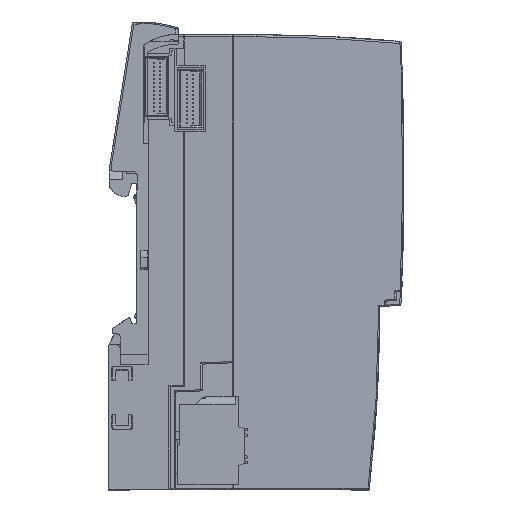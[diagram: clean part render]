
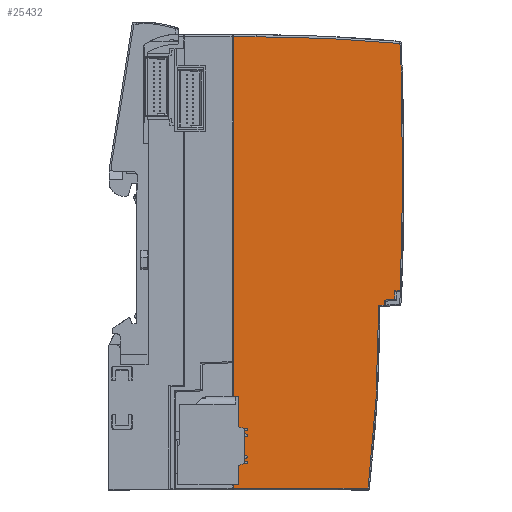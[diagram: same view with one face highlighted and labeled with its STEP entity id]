
A CAD part, left-side view. The second image highlights one B-rep face of the part: STEP entity #25432.
In plain terms, the highlighted face is planar.
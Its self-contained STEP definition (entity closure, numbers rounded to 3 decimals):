
#22487=(
BOUNDED_CURVE()
B_SPLINE_CURVE(3,(#95452,#95453,#95454,#95455),.UNSPECIFIED.,.F.,.F.)
B_SPLINE_CURVE_WITH_KNOTS((4,4),(0.,1.),.UNSPECIFIED.)
CURVE()
GEOMETRIC_REPRESENTATION_ITEM()
RATIONAL_B_SPLINE_CURVE((1.,0.999,0.999,1.))
REPRESENTATION_ITEM('')
);
#22488=(
BOUNDED_CURVE()
B_SPLINE_CURVE(3,(#95477,#95478,#95479,#95480),.UNSPECIFIED.,.F.,.F.)
B_SPLINE_CURVE_WITH_KNOTS((4,4),(0.,1.),.UNSPECIFIED.)
CURVE()
GEOMETRIC_REPRESENTATION_ITEM()
RATIONAL_B_SPLINE_CURVE((1.,1.,1.,1.))
REPRESENTATION_ITEM('')
);
#22492=(
BOUNDED_CURVE()
B_SPLINE_CURVE(3,(#95643,#95644,#95645,#95646),.UNSPECIFIED.,.F.,.F.)
B_SPLINE_CURVE_WITH_KNOTS((4,4),(0.,1.),.UNSPECIFIED.)
CURVE()
GEOMETRIC_REPRESENTATION_ITEM()
RATIONAL_B_SPLINE_CURVE((1.,1.,1.,1.))
REPRESENTATION_ITEM('')
);
#22496=(
BOUNDED_CURVE()
B_SPLINE_CURVE(3,(#95683,#95684,#95685,#95686),.UNSPECIFIED.,.F.,.F.)
B_SPLINE_CURVE_WITH_KNOTS((4,4),(0.,1.),.UNSPECIFIED.)
CURVE()
GEOMETRIC_REPRESENTATION_ITEM()
RATIONAL_B_SPLINE_CURVE((1.,1.,1.,1.))
REPRESENTATION_ITEM('')
);
#22497=(
BOUNDED_CURVE()
B_SPLINE_CURVE(3,(#95692,#95693,#95694,#95695),.UNSPECIFIED.,.F.,.F.)
B_SPLINE_CURVE_WITH_KNOTS((4,4),(0.,1.),.UNSPECIFIED.)
CURVE()
GEOMETRIC_REPRESENTATION_ITEM()
RATIONAL_B_SPLINE_CURVE((1.,0.931,0.931,1.))
REPRESENTATION_ITEM('')
);
#22499=(
BOUNDED_CURVE()
B_SPLINE_CURVE(3,(#95742,#95743,#95744,#95745),.UNSPECIFIED.,.F.,.F.)
B_SPLINE_CURVE_WITH_KNOTS((4,4),(0.,1.),.UNSPECIFIED.)
CURVE()
GEOMETRIC_REPRESENTATION_ITEM()
RATIONAL_B_SPLINE_CURVE((1.,0.807,0.807,1.))
REPRESENTATION_ITEM('')
);
#22508=(
BOUNDED_CURVE()
B_SPLINE_CURVE(3,(#96005,#96006,#96007,#96008),.UNSPECIFIED.,.F.,.F.)
B_SPLINE_CURVE_WITH_KNOTS((4,4),(0.,1.),.UNSPECIFIED.)
CURVE()
GEOMETRIC_REPRESENTATION_ITEM()
RATIONAL_B_SPLINE_CURVE((1.,0.999,0.999,1.))
REPRESENTATION_ITEM('')
);
#25432=ADVANCED_FACE('NONE',(#30781),#28108,.T.);
#28108=PLANE('',#79925);
#30781=FACE_OUTER_BOUND('',#33892,.T.);
#33892=EDGE_LOOP('',(#45464,#45465,#45466,#45467,#45468,#45469,#45470,#45471,
#45472,#45473,#45474,#45475,#45476,#45477,#45478,#45479,#45480));
#45464=ORIENTED_EDGE('',*,*,#56074,.T.);
#45465=ORIENTED_EDGE('',*,*,#56072,.T.);
#45466=ORIENTED_EDGE('',*,*,#56170,.T.);
#45467=ORIENTED_EDGE('',*,*,#56166,.T.);
#45468=ORIENTED_EDGE('',*,*,#61513,.F.);
#45469=ORIENTED_EDGE('',*,*,#61499,.T.);
#45470=ORIENTED_EDGE('',*,*,#61503,.T.);
#45471=ORIENTED_EDGE('',*,*,#56082,.T.);
#45472=ORIENTED_EDGE('',*,*,#61498,.F.);
#45473=ORIENTED_EDGE('',*,*,#56149,.T.);
#45474=ORIENTED_EDGE('',*,*,#56013,.T.);
#45475=ORIENTED_EDGE('',*,*,#56021,.T.);
#45476=ORIENTED_EDGE('',*,*,#56046,.T.);
#45477=ORIENTED_EDGE('',*,*,#56054,.T.);
#45478=ORIENTED_EDGE('',*,*,#56069,.T.);
#45479=ORIENTED_EDGE('',*,*,#56066,.T.);
#45480=ORIENTED_EDGE('',*,*,#56062,.T.);
#50296=VERTEX_POINT('',#95328);
#50310=VERTEX_POINT('',#95404);
#50316=VERTEX_POINT('',#95451);
#50321=VERTEX_POINT('',#95476);
#50337=VERTEX_POINT('',#95577);
#50340=VERTEX_POINT('',#95591);
#50342=VERTEX_POINT('',#95599);
#50345=VERTEX_POINT('',#95611);
#50348=VERTEX_POINT('',#95642);
#50351=VERTEX_POINT('',#95660);
#50352=VERTEX_POINT('',#95677);
#50360=VERTEX_POINT('',#95746);
#50361=VERTEX_POINT('',#95747);
#50404=VERTEX_POINT('',#95956);
#50412=VERTEX_POINT('',#95992);
#50415=VERTEX_POINT('',#95997);
#53980=VERTEX_POINT('',#107227);
#56013=EDGE_CURVE('NONE',#50310,#50316,#22487,.T.);
#56021=EDGE_CURVE('NONE',#50316,#50321,#22488,.T.);
#56046=EDGE_CURVE('NONE',#50321,#50337,#64018,.T.);
#56054=EDGE_CURVE('NONE',#50337,#50342,#64022,.T.);
#56062=EDGE_CURVE('NONE',#50340,#50348,#22492,.T.);
#56066=EDGE_CURVE('NONE',#50351,#50340,#64027,.T.);
#56069=EDGE_CURVE('NONE',#50342,#50351,#64029,.T.);
#56072=EDGE_CURVE('NONE',#50352,#50345,#22496,.T.);
#56074=EDGE_CURVE('NONE',#50348,#50352,#22497,.T.);
#56082=EDGE_CURVE('NONE',#50360,#50361,#22499,.T.);
#56149=EDGE_CURVE('NONE',#50404,#50310,#64067,.T.);
#56166=EDGE_CURVE('NONE',#50412,#50415,#64075,.T.);
#56170=EDGE_CURVE('NONE',#50345,#50412,#22508,.T.);
#61498=EDGE_CURVE('NONE',#50404,#50361,#69121,.T.);
#61499=EDGE_CURVE('NONE',#50296,#53980,#69122,.T.);
#61503=EDGE_CURVE('NONE',#53980,#50360,#69126,.T.);
#61513=EDGE_CURVE('NONE',#50296,#50415,#69136,.T.);
#64018=LINE('',#95578,#70782);
#64022=LINE('',#95600,#70786);
#64027=LINE('',#95659,#70791);
#64029=LINE('',#95667,#70793);
#64067=LINE('',#95955,#70831);
#64075=LINE('',#95998,#70839);
#69121=LINE('',#107224,#75885);
#69122=LINE('',#107226,#75886);
#69126=LINE('',#107233,#75890);
#69136=LINE('',#107252,#75900);
#70782=VECTOR('',#81381,1.);
#70786=VECTOR('',#81395,1.);
#70791=VECTOR('',#81404,1.);
#70793=VECTOR('',#81408,1.);
#70831=VECTOR('',#81530,1.);
#70839=VECTOR('',#81560,1.);
#75885=VECTOR('',#91202,1.);
#75886=VECTOR('',#91205,1.);
#75890=VECTOR('',#91211,1.);
#75900=VECTOR('',#91231,1.);
#79925=AXIS2_PLACEMENT_3D('',#107306,#91296,#91297);
#81381=DIRECTION('',(0.,1.,0.));
#81395=DIRECTION('',(0.009,0.089,0.996));
#81404=DIRECTION('',(0.009,0.,1.));
#81408=DIRECTION('',(0.,1.,0.));
#81530=DIRECTION('',(0.009,0.,1.));
#81560=DIRECTION('',(-0.009,0.,-1.));
#91202=DIRECTION('',(0.,1.,0.));
#91205=DIRECTION('',(0.,-1.,0.));
#91211=DIRECTION('',(0.009,-0.009,1.));
#91231=DIRECTION('',(0.,1.,0.));
#91296=DIRECTION('',(-1.,0.,0.009));
#91297=DIRECTION('',(0.009,0.,1.));
#95328=CARTESIAN_POINT('',(10.,17.45,20.7));
#95404=CARTESIAN_POINT('',(10.325,-58.05,57.968));
#95451=CARTESIAN_POINT('',(10.348,-12.444,60.603));
#95452=CARTESIAN_POINT('',(10.325,-58.05,57.968));
#95453=CARTESIAN_POINT('',(10.341,-42.908,59.734));
#95454=CARTESIAN_POINT('',(10.348,-27.688,60.613));
#95455=CARTESIAN_POINT('',(10.348,-12.444,60.603));
#95476=CARTESIAN_POINT('',(10.36,-12.333,61.972));
#95477=CARTESIAN_POINT('',(10.348,-12.444,60.603));
#95478=CARTESIAN_POINT('',(10.352,-12.408,61.059));
#95479=CARTESIAN_POINT('',(10.356,-12.371,61.516));
#95480=CARTESIAN_POINT('',(10.36,-12.333,61.972));
#95577=CARTESIAN_POINT('',(10.36,-11.055,61.972));
#95578=CARTESIAN_POINT('',(10.36,0.,61.972));
#95591=CARTESIAN_POINT('',(10.395,-8.667,66.013));
#95599=CARTESIAN_POINT('',(10.383,-10.818,64.632));
#95600=CARTESIAN_POINT('',(9.831,-16.463,1.383));
#95611=CARTESIAN_POINT('',(10.395,53.188,65.913));
#95642=CARTESIAN_POINT('',(10.397,46.029,66.186));
#95643=CARTESIAN_POINT('',(10.395,-8.667,66.013));
#95644=CARTESIAN_POINT('',(10.402,9.559,66.736));
#95645=CARTESIAN_POINT('',(10.402,27.799,66.794));
#95646=CARTESIAN_POINT('',(10.397,46.029,66.186));
#95659=CARTESIAN_POINT('',(9.819,-8.667,-0.086));
#95660=CARTESIAN_POINT('',(10.383,-8.667,64.632));
#95667=CARTESIAN_POINT('',(10.383,0.,64.632));
#95677=CARTESIAN_POINT('',(10.396,47.795,66.125));
#95683=CARTESIAN_POINT('',(10.396,47.795,66.125));
#95684=CARTESIAN_POINT('',(10.396,49.593,66.061));
#95685=CARTESIAN_POINT('',(10.395,51.391,65.991));
#95686=CARTESIAN_POINT('',(10.395,53.188,65.913));
#95692=CARTESIAN_POINT('',(10.397,46.029,66.186));
#95693=CARTESIAN_POINT('',(10.399,46.606,66.446));
#95694=CARTESIAN_POINT('',(10.399,47.237,66.424));
#95695=CARTESIAN_POINT('',(10.396,47.795,66.125));
#95742=CARTESIAN_POINT('',(10.028,-14.178,23.903));
#95743=CARTESIAN_POINT('',(10.029,-14.179,24.077));
#95744=CARTESIAN_POINT('',(10.031,-14.303,24.2));
#95745=CARTESIAN_POINT('',(10.031,-14.478,24.2));
#95746=CARTESIAN_POINT('',(10.028,-14.178,23.903));
#95747=CARTESIAN_POINT('',(10.031,-14.478,24.2));
#95955=CARTESIAN_POINT('',(10.327,-58.05,58.208));
#95956=CARTESIAN_POINT('',(10.031,-58.05,24.2));
#95992=CARTESIAN_POINT('',(10.08,54.85,29.904));
#95997=CARTESIAN_POINT('',(10.,54.85,20.7));
#95998=CARTESIAN_POINT('',(10.,54.85,20.7));
#96005=CARTESIAN_POINT('',(10.395,53.188,65.913));
#96006=CARTESIAN_POINT('',(10.29,54.296,53.94));
#96007=CARTESIAN_POINT('',(10.185,54.85,41.929));
#96008=CARTESIAN_POINT('',(10.08,54.85,29.904));
#107224=CARTESIAN_POINT('',(10.031,0.,24.2));
#107226=CARTESIAN_POINT('',(10.,0.,20.7));
#107227=CARTESIAN_POINT('',(10.,-14.15,20.7));
#107233=CARTESIAN_POINT('',(9.824,-13.974,0.548));
#107252=CARTESIAN_POINT('',(10.,17.75,20.7));
#107306=CARTESIAN_POINT('',(9.819,0.,-0.086));
